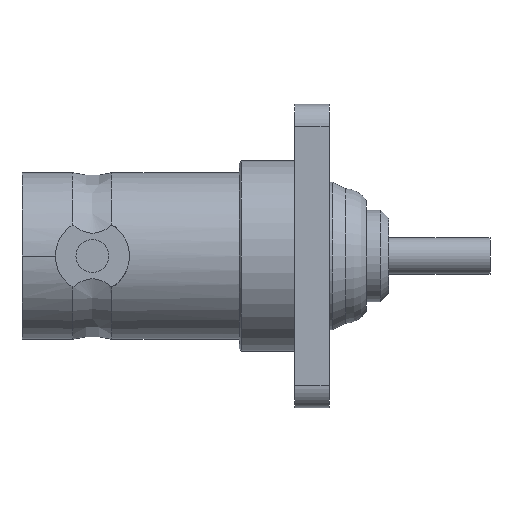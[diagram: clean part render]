
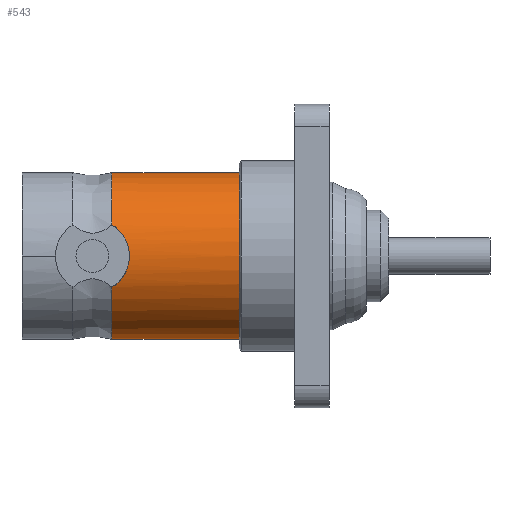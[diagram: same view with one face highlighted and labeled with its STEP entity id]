
A CAD part, front view. The second image highlights one B-rep face of the part: STEP entity #543.
In plain terms, the highlighted cylindrical face has radius 4.801 mm (diameter 9.601 mm), a partial arc.
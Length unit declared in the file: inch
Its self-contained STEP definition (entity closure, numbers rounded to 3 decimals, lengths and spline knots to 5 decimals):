
#7 = EDGE_LOOP ( 'NONE', ( #1651, #2421, #1198, #1012, #1582, #2637, #1377, #2367 ) ) ;
#13 = CARTESIAN_POINT ( 'NONE',  ( 2.10873, -0.1755, -0.07015 ) ) ;
#39 = VERTEX_POINT ( 'NONE', #1070 ) ;
#185 = VERTEX_POINT ( 'NONE', #2203 ) ;
#232 = CARTESIAN_POINT ( 'NONE',  ( 0.24311, -0.1886, 0.01404 ) ) ;
#242 = CARTESIAN_POINT ( 'NONE',  ( 0.23964, -0.1871, 0.02762 ) ) ;
#260 = LINE ( 'NONE', #2916, #2550 ) ;
#270 = CARTESIAN_POINT ( 'NONE',  ( 0.20439, 0., 0. ) ) ;
#288 = EDGE_CURVE ( 'NONE', #2527, #1962, #260, .T. ) ;
#297 = CARTESIAN_POINT ( 'NONE',  ( 0.20621, -0.1755, 0.07015 ) ) ;
#322 = CARTESIAN_POINT ( 'NONE',  ( 0.20621, -0.1755, -0.07015 ) ) ;
#323 = EDGE_CURVE ( 'NONE', #2781, #2862, #2408, .T. ) ;
#347 = EDGE_CURVE ( 'NONE', #2862, #2527, #2372, .T. ) ;
#366 = CARTESIAN_POINT ( 'NONE',  ( 0.21717, -0.17865, -0.06192 ) ) ;
#374 = EDGE_CURVE ( 'NONE', #3165, #185, #2851, .T. ) ;
#376 = FACE_OUTER_BOUND ( 'NONE', #7, .T. ) ;
#491 = CARTESIAN_POINT ( 'NONE',  ( 0.21199, -0.17702, 0.06634 ) ) ;
#525 = CARTESIAN_POINT ( 'NONE',  ( 0.49299, 0., 0. ) ) ;
#543 = ADVANCED_FACE ( 'NONE', ( #376 ), #881, .T. ) ;
#616 = CARTESIAN_POINT ( 'NONE',  ( 0.23966, -0.1871, -0.02757 ) ) ;
#804 = DIRECTION ( 'NONE',  ( -1., 0., 0. ) ) ;
#843 = CARTESIAN_POINT ( 'NONE',  ( 0.21199, -0.17702, -0.06634 ) ) ;
#874 = DIRECTION ( 'NONE',  ( 0., -1., 0. ) ) ;
#881 = CYLINDRICAL_SURFACE ( 'NONE', #1372, 0.189 ) ;
#978 = CARTESIAN_POINT ( 'NONE',  ( 0.244, -0.189, 0.0071 ) ) ;
#998 = CARTESIAN_POINT ( 'NONE',  ( 0.20621, -0.1755, 0.07015 ) ) ;
#1002 = CARTESIAN_POINT ( 'NONE',  ( 0.53725, 0., 0.189 ) ) ;
#1012 = ORIENTED_EDGE ( 'NONE', *, *, #347, .T. ) ;
#1017 = CARTESIAN_POINT ( 'NONE',  ( 0.53725, 0., -0.189 ) ) ;
#1019 = CARTESIAN_POINT ( 'NONE',  ( 0.49299, 0., -0.189 ) ) ;
#1070 = CARTESIAN_POINT ( 'NONE',  ( 0.20621, -0.1755, -0.07015 ) ) ;
#1170 = VECTOR ( 'NONE', #2747, 39.37008 ) ;
#1192 = VECTOR ( 'NONE', #2953, 39.37008 ) ;
#1198 = ORIENTED_EDGE ( 'NONE', *, *, #323, .T. ) ;
#1244 = DIRECTION ( 'NONE',  ( 1., 0., 0. ) ) ;
#1253 = CARTESIAN_POINT ( 'NONE',  ( 0.23049, -0.18337, 0.0462 ) ) ;
#1262 = LINE ( 'NONE', #13, #1192 ) ;
#1270 = CIRCLE ( 'NONE', #1966, 0.189 ) ;
#1299 = DIRECTION ( 'NONE',  ( 0., 0., 1. ) ) ;
#1332 = CARTESIAN_POINT ( 'NONE',  ( 0.20439, 0., 0. ) ) ;
#1349 = CARTESIAN_POINT ( 'NONE',  ( 0.23706, -0.186, -0.03413 ) ) ;
#1372 = AXIS2_PLACEMENT_3D ( 'NONE', #2529, #804, #1299 ) ;
#1377 = ORIENTED_EDGE ( 'NONE', *, *, #3154, .T. ) ;
#1460 = DIRECTION ( 'NONE',  ( 1., 0., 0. ) ) ;
#1473 = DIRECTION ( 'NONE',  ( -1., 0., 0. ) ) ;
#1561 = EDGE_CURVE ( 'NONE', #1963, #185, #1270, .T. ) ;
#1582 = ORIENTED_EDGE ( 'NONE', *, *, #288, .T. ) ;
#1651 = ORIENTED_EDGE ( 'NONE', *, *, #374, .F. ) ;
#1739 = CARTESIAN_POINT ( 'NONE',  ( 0.23705, -0.18599, 0.03414 ) ) ;
#1767 = CIRCLE ( 'NONE', #2796, 0.189 ) ;
#1910 = VECTOR ( 'NONE', #1473, 39.37008 ) ;
#1962 = VERTEX_POINT ( 'NONE', #297 ) ;
#1963 = VERTEX_POINT ( 'NONE', #2311 ) ;
#1966 = AXIS2_PLACEMENT_3D ( 'NONE', #1332, #3063, #874 ) ;
#2027 = DIRECTION ( 'NONE',  ( 0., -1., 0. ) ) ;
#2203 = CARTESIAN_POINT ( 'NONE',  ( 0.20439, 0., -0.189 ) ) ;
#2236 = CARTESIAN_POINT ( 'NONE',  ( 0.244, -0.189, -0.0071 ) ) ;
#2269 = AXIS2_PLACEMENT_3D ( 'NONE', #270, #1244, #2027 ) ;
#2301 = CARTESIAN_POINT ( 'NONE',  ( 0.20439, -0.1755, 0.07015 ) ) ;
#2311 = CARTESIAN_POINT ( 'NONE',  ( 0.20439, -0.1755, -0.07015 ) ) ;
#2367 = ORIENTED_EDGE ( 'NONE', *, *, #1561, .T. ) ;
#2372 = CIRCLE ( 'NONE', #2269, 0.189 ) ;
#2408 = LINE ( 'NONE', #1002, #1910 ) ;
#2418 = B_SPLINE_CURVE_WITH_KNOTS ( 'NONE', 3,
 ( #998, #491, #2950, #2726, #1253, #1739, #242, #232, #978, #2236, #2711, #616, #1349, #2823, #2584, #366, #843, #322 ),
 .UNSPECIFIED., .F., .F.,
 ( 4, 2, 2, 2, 2, 2, 2, 2, 4 ),
 ( -0.00213, -0.0016, -0.00107, -0.00053, 0., 0.00053, 0.00107, 0.0016, 0.00213 ),
 .UNSPECIFIED. ) ;
#2421 = ORIENTED_EDGE ( 'NONE', *, *, #2506, .F. ) ;
#2506 = EDGE_CURVE ( 'NONE', #2781, #3165, #1767, .T. ) ;
#2527 = VERTEX_POINT ( 'NONE', #2301 ) ;
#2529 = CARTESIAN_POINT ( 'NONE',  ( 0.53725, 0., 0. ) ) ;
#2531 = DIRECTION ( 'NONE',  ( 0., 0., 1. ) ) ;
#2550 = VECTOR ( 'NONE', #1460, 39.37008 ) ;
#2584 = CARTESIAN_POINT ( 'NONE',  ( 0.22641, -0.18181, -0.05189 ) ) ;
#2637 = ORIENTED_EDGE ( 'NONE', *, *, #2948, .T. ) ;
#2711 = CARTESIAN_POINT ( 'NONE',  ( 0.24311, -0.1886, -0.01403 ) ) ;
#2726 = CARTESIAN_POINT ( 'NONE',  ( 0.22642, -0.18182, 0.05187 ) ) ;
#2747 = DIRECTION ( 'NONE',  ( -1., 0., 0. ) ) ;
#2751 = DIRECTION ( 'NONE',  ( 1., 0., 0. ) ) ;
#2781 = VERTEX_POINT ( 'NONE', #3133 ) ;
#2796 = AXIS2_PLACEMENT_3D ( 'NONE', #525, #2751, #2531 ) ;
#2823 = CARTESIAN_POINT ( 'NONE',  ( 0.23048, -0.18337, -0.04621 ) ) ;
#2851 = LINE ( 'NONE', #1017, #1170 ) ;
#2862 = VERTEX_POINT ( 'NONE', #2894 ) ;
#2894 = CARTESIAN_POINT ( 'NONE',  ( 0.20439, 0., 0.189 ) ) ;
#2916 = CARTESIAN_POINT ( 'NONE',  ( 2.10873, -0.1755, 0.07015 ) ) ;
#2948 = EDGE_CURVE ( 'NONE', #1962, #39, #2418, .T. ) ;
#2950 = CARTESIAN_POINT ( 'NONE',  ( 0.21717, -0.17865, 0.06192 ) ) ;
#2953 = DIRECTION ( 'NONE',  ( -1., 0., 0. ) ) ;
#3063 = DIRECTION ( 'NONE',  ( 1., 0., 0. ) ) ;
#3133 = CARTESIAN_POINT ( 'NONE',  ( 0.49299, 0., 0.189 ) ) ;
#3154 = EDGE_CURVE ( 'NONE', #39, #1963, #1262, .T. ) ;
#3165 = VERTEX_POINT ( 'NONE', #1019 ) ;
